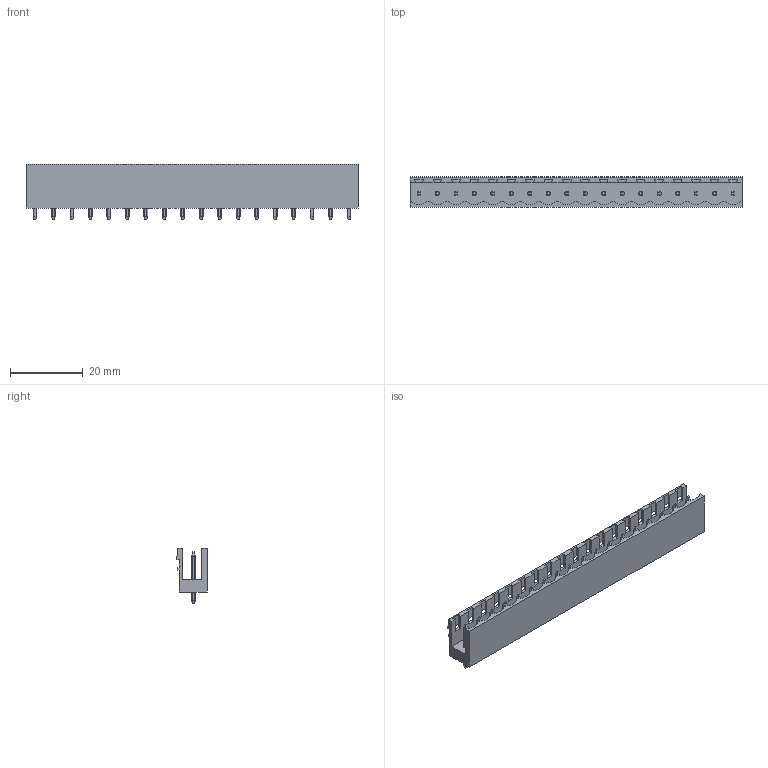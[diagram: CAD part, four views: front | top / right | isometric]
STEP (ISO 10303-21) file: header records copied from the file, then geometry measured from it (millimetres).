
FILE_DESCRIPTION((''),'2;1');
FILE_NAME('WEIDMULLER_1146630000.stp','2012-01-18T13:50:09',(''),(''),'Mechanical Desktop 2011','Mechanical Desktop 2011',', , ');
FILE_SCHEMA(('AUTOMOTIVE_DESIGN { 1 2 10303 214 1 1 1 1 }'));
Length unit declared in the file: millimetre
Products named in the file (1): Product
Bounding box: 91.24 x 8.43 x 15.2 mm (x, y, z)
Volume: 4156 mm3; surface area: 6333.4 mm2
Topology: 37 solids, 37 shells, 703 faces, 1959 edges, 1294 vertices
Faces by surface type: plane 431, cylinder 164, bspline 108
Entity records: 22566 total; most frequent: CARTESIAN_POINT 4281, ORIENTED_EDGE 3918, DIRECTION 3623, EDGE_CURVE 1959, VECTOR 1487, LINE 1487, VERTEX_POINT 1294, AXIS2_PLACEMENT_3D 1068
